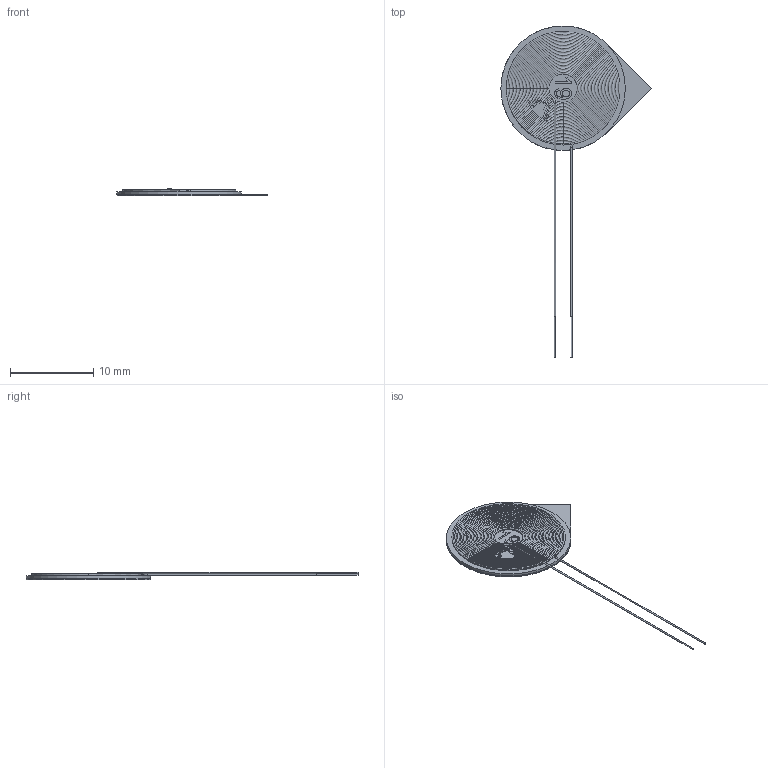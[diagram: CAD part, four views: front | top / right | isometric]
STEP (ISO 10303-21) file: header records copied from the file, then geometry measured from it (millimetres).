
FILE_DESCRIPTION(/* description */ ('Unknown'),/* implementation_level */ '2;1');
FILE_NAME(/* name */ 'L_Wurth_WE-WPCC-RX_760308101219',/* time_stamp */ '2025-04-22T15:54:11+08:00',/* author */ ('Unknown'),/* organization */ ('Unknown'),/* preprocessor_version */ 'ST-DEVELOPER v19.4',/* originating_system */ 'Solid Edge',/* authorisation */ 'Unknown');
FILE_SCHEMA (('AUTOMOTIVE_DESIGN {1 0 10303 214 3 1 1}'));
Length unit declared in the file: millimetre
Products named in the file (2): L_Wurth_WE-WPCC-RX_760308101219
Assembly tree (1 placements, depth 2):
  L_Wurth_WE-WPCC-RX_760308101219
    L_Wurth_WE-WPCC-RX_760308101219
Bounding box: 18.11 x 40 x 0.87 mm (x, y, z)
Volume: 111.1 mm3; surface area: 1843.7 mm2
Topology: 5 solids, 5 shells, 98 faces, 194 edges, 110 vertices
Faces by surface type: bspline 35, torus 31, plane 23, cylinder 9
Full cylindrical faces by diameter (mm): 0.16 x2, 0.17 x2, 3.44 x1, 13.68 x1, 15 x2
Entity records: 5107 total; most frequent: CARTESIAN_POINT 2772, DIRECTION 303, ORIENTED_EDGE 238, FACE_BOUND 209, EDGE_LOOP 179, AXIS2_PLACEMENT_3D 143, VERTEX_POINT 136, EDGE_CURVE 119
